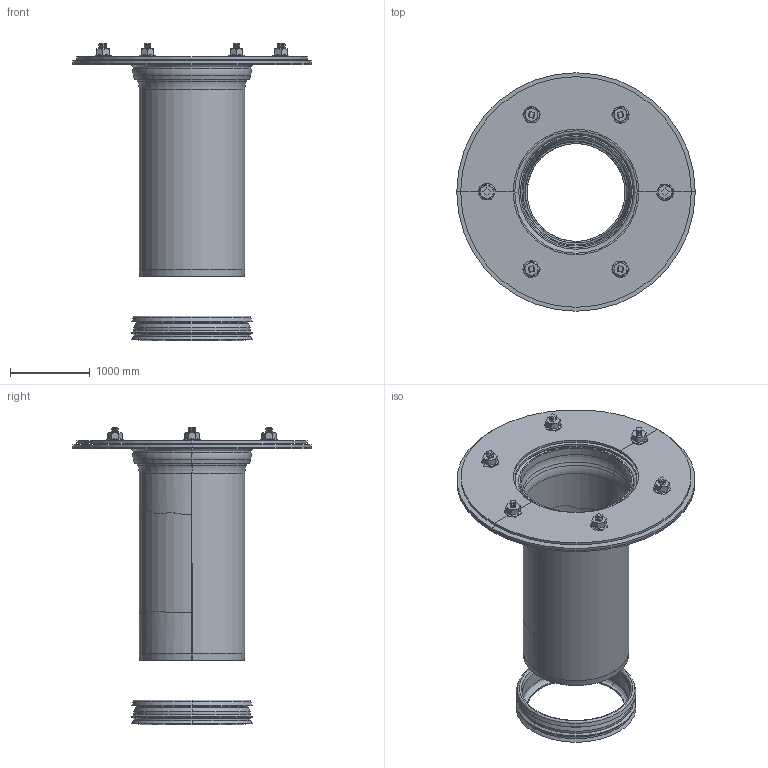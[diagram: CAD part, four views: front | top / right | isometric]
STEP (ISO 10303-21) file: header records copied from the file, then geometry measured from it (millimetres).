
FILE_DESCRIPTION(/* description */ (''),/* implementation_level */ '2;1');
FILE_NAME(/* name */ '20445.100X_3D.stp',/* time_stamp */ '2024-12-12T08:12:47+01:00',/* author */ ('CAD'),/* organization */ (''),/* preprocessor_version */ 'ST-DEVELOPER v20',/* originating_system */ 'AutoCAD Mechanical',/* authorisation */ '');
FILE_SCHEMA (('AUTOMOTIVE_DESIGN { 1 0 10303 214 3 1 1 }'));
Length unit declared in the file: centimetre
Products named in the file (14): Product; *S0; *S2; *S1; *S5; *S4; *U14; *U13; *U16; *U15; *S20; *S19; *S22; *S21
Assembly tree (23 placements, depth 3):
  Product
    *S0
    *S2
      *S1
    *S5
      *S4
    *U14
      *U13  x6
    *U16
      *U15  x6
    *S20
      *S19
    *S22
      *S21
Bounding box: 3000 x 3000 x 3740 mm (x, y, z)
Volume: 1161316759.1 mm3; surface area: 97708915.2 mm2
Topology: 24 solids, 24 shells, 470 faces, 2038 edges, 2537 vertices
Faces by surface type: cone 239, plane 125, cylinder 62, torus 44
Full cylindrical faces by diameter (mm): 83.76 x6, 140 x16, 1230 x1, 1290 x1, 1330 x1, 1350 x1, 1400 x2, 1440 x1, 1466 x1, 1470 x1, 1514 x1, 1540 x1, 1580 x1, 2900 x1, 3000 x2
Entity records: 15418 total; most frequent: CARTESIAN_POINT 4432, DIRECTION 2588, ORIENTED_EDGE 1180, STYLED_ITEM 958, AXIS2_PLACEMENT_3D 956, TRIMMED_CURVE 940, LINE 676, VECTOR 676
